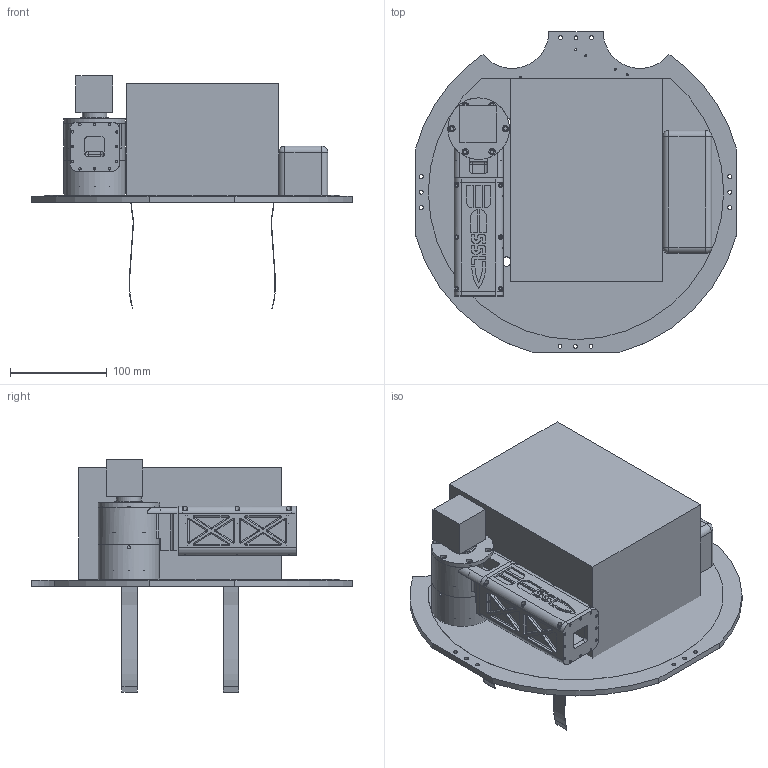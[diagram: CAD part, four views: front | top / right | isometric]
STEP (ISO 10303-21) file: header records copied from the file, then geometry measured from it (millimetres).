
FILE_DESCRIPTION(/* description */ (''),/* implementation_level */ '2;1');
FILE_NAME(/* name */ 'assemblynewlayout.stp',/* time_stamp */ '2017-10-25T13:03:11-04:00',/* author */ (''),/* organization */ (''),/* preprocessor_version */ 'ST-DEVELOPER v16',/* originating_system */ 'SIEMENS PLM Software NX 11.0',/* authorisation */ '');
FILE_SCHEMA (('AUTOMOTIVE_DESIGN { 1 0 10303 214 3 1 1 1 }'));
Length unit declared in the file: inch
Products named in the file (26): bearing holder; tubeholderbase2; shaker motor; Motor Holder; disc; linkarm; test_tube; rod_holder; slide rod; holderhalf; holderhalf2; Arm Link Cover; Arm Link Body; Motor End Cover; Motor End Housing Pitch; Central Housing; newebox; RasPi_Camera_Board; sunshade; gopro; PayloadSA; BasePlate (1); tubeholder; tube_holder; SCAMP To Scale; assemblynewlayout
Assembly tree (38 placements, depth 4):
  assemblynewlayout
    BasePlate (1)
    PayloadSA
    SCAMP To Scale
      Central Housing
      Motor End Housing Pitch
      Motor End Cover
      Arm Link Body
      Arm Link Cover
    gopro
    tube_holder  x2
      holderhalf2
      holderhalf
      slide rod
      rod_holder
      test_tube
      tubeholder
        tubeholderbase2
        bearing holder  x4
      linkarm
      disc
      Motor Holder
      shaker motor
    sunshade
    RasPi_Camera_Board  x4
    newebox
Bounding box: 331.22 x 331.22 x 239.98 mm (x, y, z)
Volume: 2069155.6 mm3; surface area: 895294.8 mm2
Topology: 58 solids, 58 shells, 1510 faces, 3652 edges, 2335 vertices
Faces by surface type: plane 781, cylinder 637, sphere 78, bspline 8, cone 4, torus 2
Full cylindrical faces by diameter (mm): 1.25 x8, 1.524 x4, 1.7 x2, 2.032 x5, 2.383 x12, 2.438 x38, 2.54 x14, 2.845 x27, 2.921 x2, 3.048 x11, 3.175 x8, 3.454 x6, 3.7 x8, 3.734 x6, 4.064 x18, 4.45 x6, 5.715 x6, 6.096 x1, 6.2 x2, 6.35 x4, 6.502 x6, 6.731 x8, 7.112 x4, 8.636 x12, 8.89 x2, 9.652 x4, 9.804 x4, 12.7 x16, 13.411 x8, 15 x2
Entity records: 33769 total; most frequent: CARTESIAN_POINT 5911, DIRECTION 5460, ORIENTED_EDGE 4492, EDGE_CURVE 2246, AXIS2_PLACEMENT_3D 2136, EDGE_LOOP 1610, VERTEX_POINT 1534, LINE 1188
